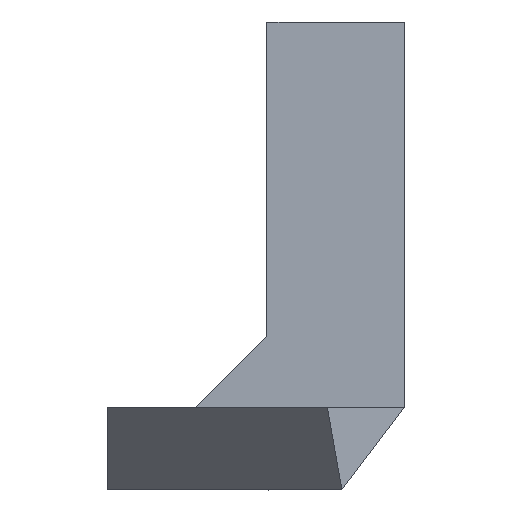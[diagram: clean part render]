
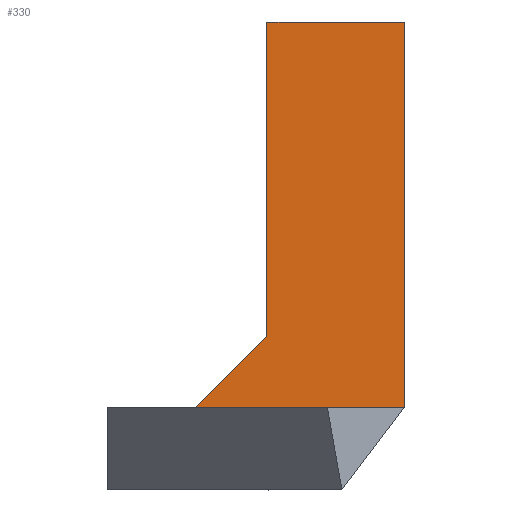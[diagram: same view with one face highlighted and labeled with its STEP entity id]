
A CAD part, front view. The second image highlights one B-rep face of the part: STEP entity #330.
In plain terms, the highlighted planar face has unit normal (0, -1, 0).
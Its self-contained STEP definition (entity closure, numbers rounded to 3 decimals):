
#75=ORIENTED_EDGE('',*,*,#124,.T.);
#76=ORIENTED_EDGE('',*,*,#139,.T.);
#77=ORIENTED_EDGE('',*,*,#141,.T.);
#78=ORIENTED_EDGE('',*,*,#136,.T.);
#79=ORIENTED_EDGE('',*,*,#142,.T.);
#124=EDGE_CURVE('',#159,#164,#192,.T.);
#136=EDGE_CURVE('',#172,#171,#202,.T.);
#139=EDGE_CURVE('',#164,#173,#205,.T.);
#141=EDGE_CURVE('',#173,#172,#207,.T.);
#142=EDGE_CURVE('',#171,#159,#208,.T.);
#159=VERTEX_POINT('',#496);
#164=VERTEX_POINT('',#507);
#171=VERTEX_POINT('',#531);
#172=VERTEX_POINT('',#533);
#173=VERTEX_POINT('',#537);
#192=LINE('',#508,#228);
#202=LINE('',#532,#238);
#205=LINE('',#538,#241);
#207=LINE('',#541,#243);
#208=LINE('',#543,#244);
#228=VECTOR('',#407,1000.);
#238=VECTOR('',#431,1000.);
#241=VECTOR('',#436,1000.);
#243=VECTOR('',#440,1000.);
#244=VECTOR('',#443,1000.);
#262=EDGE_LOOP('',(#75,#76,#77,#78,#79));
#290=FACE_BOUND('',#262,.T.);
#314=PLANE('',#367);
#330=ADVANCED_FACE('',(#290),#314,.T.);
#367=AXIS2_PLACEMENT_3D('',#542,#441,#442);
#407=DIRECTION('',(1.,0.,0.));
#431=DIRECTION('',(0.,0.,-1.));
#436=DIRECTION('',(0.,0.,1.));
#440=DIRECTION('',(-1.,0.,0.));
#441=DIRECTION('',(0.,-1.,0.));
#442=DIRECTION('',(0.,0.,-1.));
#443=DIRECTION('',(-0.707,0.,-0.707));
#496=CARTESIAN_POINT('',(-2.3,-54.,-285.));
#507=CARTESIAN_POINT('',(5.3,-54.,-285.));
#508=CARTESIAN_POINT('',(0.3,-54.,-285.));
#531=CARTESIAN_POINT('',(0.3,-54.,-282.4));
#532=CARTESIAN_POINT('',(0.3,-54.,-270.95));
#533=CARTESIAN_POINT('',(0.3,-54.,-270.95));
#537=CARTESIAN_POINT('',(5.3,-54.,-270.95));
#538=CARTESIAN_POINT('',(5.3,-54.,-285.));
#541=CARTESIAN_POINT('',(5.3,-54.,-270.95));
#542=CARTESIAN_POINT('',(0.,-54.,0.));
#543=CARTESIAN_POINT('',(0.3,-54.,-282.4));
